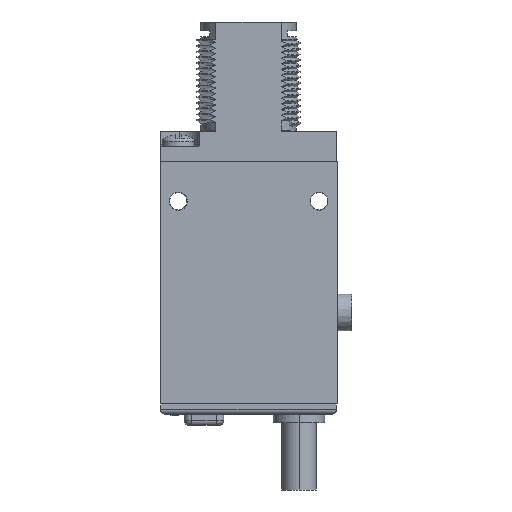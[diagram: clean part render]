
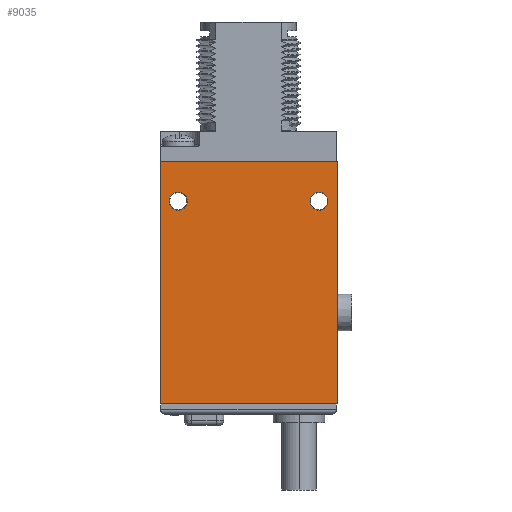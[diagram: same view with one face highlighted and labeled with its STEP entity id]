
A CAD part, left-side view. The second image highlights one B-rep face of the part: STEP entity #9035.
In plain terms, the highlighted planar face has unit normal (-1, 0, 0).
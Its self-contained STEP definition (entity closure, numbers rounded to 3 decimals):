
#1=DIRECTION('',(0.,0.,-1.));
#2=VECTOR('',#1,42.164);
#3=CARTESIAN_POINT('',(-6.02,0.,0.));
#4=LINE('',#3,#2);
#5=DIRECTION('',(0.,1.,0.));
#6=VECTOR('',#5,30.785);
#7=CARTESIAN_POINT('',(-6.02,0.,-42.164));
#8=LINE('',#7,#6);
#9=DIRECTION('',(0.,0.,1.));
#10=VECTOR('',#9,42.164);
#11=CARTESIAN_POINT('',(-6.02,30.785,-42.164));
#12=LINE('',#11,#10);
#13=DIRECTION('',(0.,-1.,0.));
#14=VECTOR('',#13,30.785);
#15=CARTESIAN_POINT('',(-6.02,30.785,0.));
#16=LINE('',#15,#14);
#17=CARTESIAN_POINT('',(-6.02,27.61,-6.985));
#18=DIRECTION('',(1.,0.,0.));
#19=DIRECTION('',(0.,0.,-1.));
#20=AXIS2_PLACEMENT_3D('',#17,#18,#19);
#22=CARTESIAN_POINT('',(-6.02,27.61,-6.985));
#23=DIRECTION('',(1.,0.,0.));
#24=DIRECTION('',(0.,0.,1.));
#25=AXIS2_PLACEMENT_3D('',#22,#23,#24);
#27=CARTESIAN_POINT('',(-6.02,3.175,-6.985));
#28=DIRECTION('',(1.,0.,0.));
#29=DIRECTION('',(0.,0.,-1.));
#30=AXIS2_PLACEMENT_3D('',#27,#28,#29);
#32=CARTESIAN_POINT('',(-6.02,3.175,-6.985));
#33=DIRECTION('',(1.,0.,0.));
#34=DIRECTION('',(0.,0.,1.));
#35=AXIS2_PLACEMENT_3D('',#32,#33,#34);
#7859=CARTESIAN_POINT('',(-6.02,0.,0.));
#7860=CARTESIAN_POINT('',(-6.02,0.,-42.164));
#7861=VERTEX_POINT('',#7859);
#7862=VERTEX_POINT('',#7860);
#7863=CARTESIAN_POINT('',(-6.02,30.785,-42.164));
#7864=VERTEX_POINT('',#7863);
#7865=CARTESIAN_POINT('',(-6.02,30.785,0.));
#7866=VERTEX_POINT('',#7865);
#7875=CARTESIAN_POINT('',(-6.02,27.61,-8.535));
#7876=CARTESIAN_POINT('',(-6.02,27.61,-5.435));
#7877=VERTEX_POINT('',#7875);
#7878=VERTEX_POINT('',#7876);
#7879=CARTESIAN_POINT('',(-6.02,3.175,-8.535));
#7880=CARTESIAN_POINT('',(-6.02,3.175,-5.435));
#7881=VERTEX_POINT('',#7879);
#7882=VERTEX_POINT('',#7880);
#9008=CARTESIAN_POINT('',(-6.02,0.,0.));
#9009=DIRECTION('',(1.,0.,0.));
#9010=DIRECTION('',(0.,0.,-1.));
#9011=AXIS2_PLACEMENT_3D('',#9008,#9009,#9010);
#9012=PLANE('',#9011);
#9014=ORIENTED_EDGE('',*,*,#9013,.T.);
#9016=ORIENTED_EDGE('',*,*,#9015,.T.);
#9018=ORIENTED_EDGE('',*,*,#9017,.T.);
#9020=ORIENTED_EDGE('',*,*,#9019,.T.);
#9021=EDGE_LOOP('',(#9014,#9016,#9018,#9020));
#9022=FACE_OUTER_BOUND('',#9021,.F.);
#9024=ORIENTED_EDGE('',*,*,#9023,.F.);
#9026=ORIENTED_EDGE('',*,*,#9025,.F.);
#9027=EDGE_LOOP('',(#9024,#9026));
#9028=FACE_BOUND('',#9027,.F.);
#9030=ORIENTED_EDGE('',*,*,#9029,.F.);
#9032=ORIENTED_EDGE('',*,*,#9031,.F.);
#9033=EDGE_LOOP('',(#9030,#9032));
#9034=FACE_BOUND('',#9033,.F.);
#9035=ADVANCED_FACE('',(#9022,#9028,#9034),#9012,.F.);
#21=CIRCLE('',#20,1.55);
#26=CIRCLE('',#25,1.55);
#31=CIRCLE('',#30,1.55);
#36=CIRCLE('',#35,1.55);
#9013=EDGE_CURVE('',#7861,#7862,#4,.T.);
#9015=EDGE_CURVE('',#7862,#7864,#8,.T.);
#9017=EDGE_CURVE('',#7864,#7866,#12,.T.);
#9019=EDGE_CURVE('',#7866,#7861,#16,.T.);
#9023=EDGE_CURVE('',#7877,#7878,#21,.T.);
#9025=EDGE_CURVE('',#7878,#7877,#26,.T.);
#9029=EDGE_CURVE('',#7881,#7882,#31,.T.);
#9031=EDGE_CURVE('',#7882,#7881,#36,.T.);
